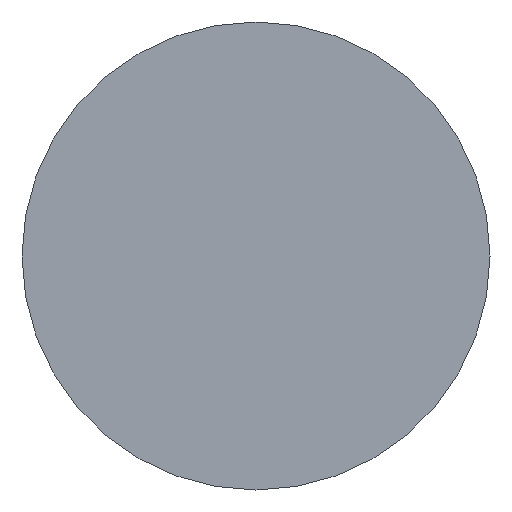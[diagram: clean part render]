
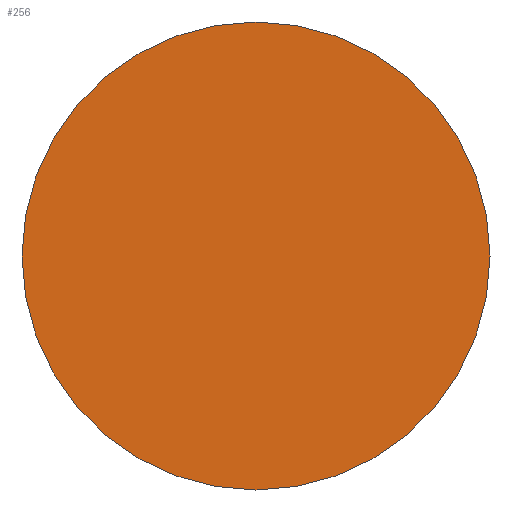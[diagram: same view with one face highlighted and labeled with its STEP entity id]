
A CAD part, front view. The second image highlights one B-rep face of the part: STEP entity #256.
In plain terms, the highlighted planar face has unit normal (0, -1, 0).
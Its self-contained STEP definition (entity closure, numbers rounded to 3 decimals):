
#2 = AXIS2_PLACEMENT_3D ( 'NONE', #240, #173, #196 ) ;
#7 = ORIENTED_EDGE ( 'NONE', *, *, #122, .T. ) ;
#11 = CARTESIAN_POINT ( 'NONE',  ( 3.175, 0., 0. ) ) ;
#22 = AXIS2_PLACEMENT_3D ( 'NONE', #192, #143, #66 ) ;
#56 = CIRCLE ( 'NONE', #91, 3.175 ) ;
#66 = DIRECTION ( 'NONE',  ( 1., 0., 0. ) ) ;
#81 = DIRECTION ( 'NONE',  ( 1., 0., 0. ) ) ;
#89 = VERTEX_POINT ( 'NONE', #11 ) ;
#91 = AXIS2_PLACEMENT_3D ( 'NONE', #244, #179, #81 ) ;
#122 = EDGE_CURVE ( 'NONE', #89, #128, #135, .T. ) ;
#128 = VERTEX_POINT ( 'NONE', #306 ) ;
#135 = CIRCLE ( 'NONE', #22, 3.175 ) ;
#143 = DIRECTION ( 'NONE',  ( 0., -1., 0. ) ) ;
#173 = DIRECTION ( 'NONE',  ( 0., -1., 0. ) ) ;
#178 = PLANE ( 'NONE',  #2 ) ;
#179 = DIRECTION ( 'NONE',  ( 0., -1., 0. ) ) ;
#181 = EDGE_LOOP ( 'NONE', ( #7, #320 ) ) ;
#192 = CARTESIAN_POINT ( 'NONE',  ( 0., 0., 0. ) ) ;
#196 = DIRECTION ( 'NONE',  ( 1., 0., 0. ) ) ;
#208 = FACE_OUTER_BOUND ( 'NONE', #181, .T. ) ;
#240 = CARTESIAN_POINT ( 'NONE',  ( 3.175, 0., 0. ) ) ;
#244 = CARTESIAN_POINT ( 'NONE',  ( 0., 0., 0. ) ) ;
#256 = ADVANCED_FACE ( 'NONE', ( #208 ), #178, .T. ) ;
#265 = EDGE_CURVE ( 'NONE', #128, #89, #56, .T. ) ;
#306 = CARTESIAN_POINT ( 'NONE',  ( -3.175, 0., 0. ) ) ;
#320 = ORIENTED_EDGE ( 'NONE', *, *, #265, .T. ) ;
